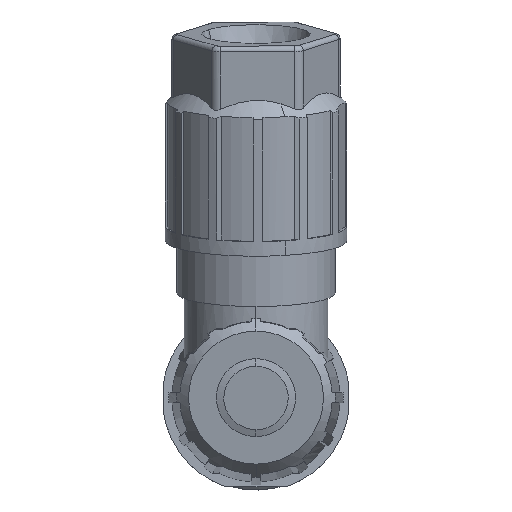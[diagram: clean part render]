
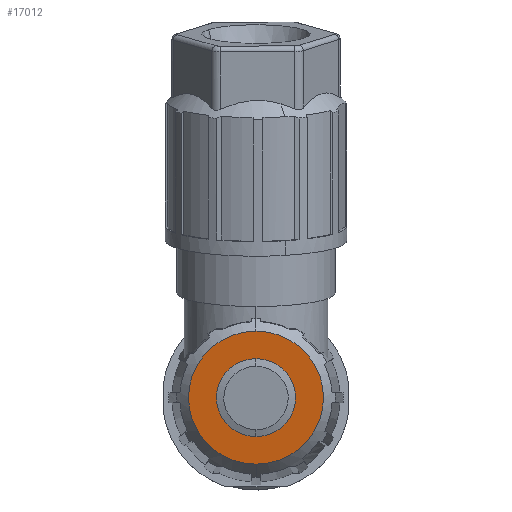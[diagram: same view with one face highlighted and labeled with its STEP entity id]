
A CAD part, top view. The second image highlights one B-rep face of the part: STEP entity #17012.
In plain terms, the highlighted planar face has unit normal (0, -0.174, 0.985).
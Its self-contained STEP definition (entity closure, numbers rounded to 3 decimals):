
#10252=AXIS2_PLACEMENT_3D('Circle Axis2P3D',#10250,#10251,$) ;
#11013=AXIS2_PLACEMENT_3D('Circle Axis2P3D',#11011,#11012,$) ;
#11020=AXIS2_PLACEMENT_3D('Circle Axis2P3D',#11018,#11019,$) ;
#16136=AXIS2_PLACEMENT_3D('Circle Axis2P3D',#16134,#16135,$) ;
#16157=AXIS2_PLACEMENT_3D('Circle Axis2P3D',#16155,#16156,$) ;
#16164=AXIS2_PLACEMENT_3D('Circle Axis2P3D',#16162,#16163,$) ;
#17000=AXIS2_PLACEMENT_3D('Plane Axis2P3D',#16997,#16998,#16999) ;
#10247=CARTESIAN_POINT('Vertex',(9.4,2.548,42.371)) ;
#10250=CARTESIAN_POINT('Axis2P3D Location',(9.4,9.277,43.557)) ;
#10254=CARTESIAN_POINT('Vertex',(9.4,16.006,44.744)) ;
#11011=CARTESIAN_POINT('Axis2P3D Location',(9.4,9.277,43.557)) ;
#11015=CARTESIAN_POINT('Vertex',(16.233,9.277,43.557)) ;
#11018=CARTESIAN_POINT('Axis2P3D Location',(9.4,9.277,43.557)) ;
#16131=CARTESIAN_POINT('Vertex',(9.4,13.216,44.252)) ;
#16134=CARTESIAN_POINT('Axis2P3D Location',(9.4,9.277,43.557)) ;
#16138=CARTESIAN_POINT('Vertex',(9.4,5.338,42.863)) ;
#16155=CARTESIAN_POINT('Axis2P3D Location',(9.4,9.277,43.557)) ;
#16159=CARTESIAN_POINT('Vertex',(13.4,9.277,43.557)) ;
#16162=CARTESIAN_POINT('Axis2P3D Location',(9.4,9.277,43.557)) ;
#16997=CARTESIAN_POINT('Axis2P3D Location',(2.566,2.547,42.37)) ;
#10251=DIRECTION('Axis2P3D Direction',(0.,0.174,-0.985)) ;
#11012=DIRECTION('Axis2P3D Direction',(0.,0.174,-0.985)) ;
#11019=DIRECTION('Axis2P3D Direction',(0.,0.174,-0.985)) ;
#16135=DIRECTION('Axis2P3D Direction',(0.,0.174,-0.985)) ;
#16156=DIRECTION('Axis2P3D Direction',(0.,0.174,-0.985)) ;
#16163=DIRECTION('Axis2P3D Direction',(0.,0.174,-0.985)) ;
#16998=DIRECTION('Axis2P3D Direction',(0.,-0.174,0.985)) ;
#16999=DIRECTION('Axis2P3D XDirection',(0.,-0.985,-0.174)) ;
#17003=ORIENTED_EDGE('',*,*,#11017,.F.) ;
#17004=ORIENTED_EDGE('',*,*,#10256,.F.) ;
#17005=ORIENTED_EDGE('',*,*,#11022,.F.) ;
#17008=ORIENTED_EDGE('',*,*,#16161,.T.) ;
#17009=ORIENTED_EDGE('',*,*,#16166,.T.) ;
#17010=ORIENTED_EDGE('',*,*,#16140,.T.) ;
#17011=FACE_BOUND('',#17007,.T.) ;
#17012=ADVANCED_FACE('Hauptk\X2\00F6\X0\rper',(#17006,#17011),#17001,.T.) ;
#10253=CIRCLE('generated circle',#10252,6.833) ;
#11014=CIRCLE('generated circle',#11013,6.833) ;
#11021=CIRCLE('generated circle',#11020,6.833) ;
#16137=CIRCLE('generated circle',#16136,4.) ;
#16158=CIRCLE('generated circle',#16157,4.) ;
#16165=CIRCLE('generated circle',#16164,4.) ;
#10256=EDGE_CURVE('',#10248,#10255,#10253,.T.) ;
#11017=EDGE_CURVE('',#10255,#11016,#11014,.T.) ;
#11022=EDGE_CURVE('',#11016,#10248,#11021,.T.) ;
#16140=EDGE_CURVE('',#16139,#16132,#16137,.T.) ;
#16161=EDGE_CURVE('',#16132,#16160,#16158,.T.) ;
#16166=EDGE_CURVE('',#16160,#16139,#16165,.T.) ;
#17002=EDGE_LOOP('',(#17003,#17004,#17005)) ;
#17007=EDGE_LOOP('',(#17008,#17009,#17010)) ;
#17006=FACE_OUTER_BOUND('',#17002,.T.) ;
#17001=PLANE('',#17000) ;
#10248=VERTEX_POINT('',#10247) ;
#10255=VERTEX_POINT('',#10254) ;
#11016=VERTEX_POINT('',#11015) ;
#16132=VERTEX_POINT('',#16131) ;
#16139=VERTEX_POINT('',#16138) ;
#16160=VERTEX_POINT('',#16159) ;
